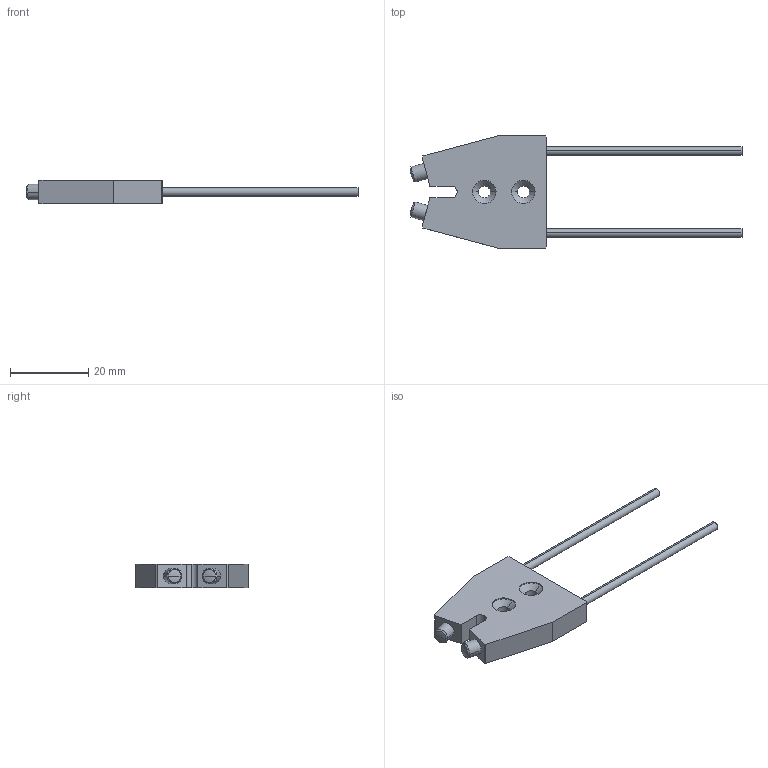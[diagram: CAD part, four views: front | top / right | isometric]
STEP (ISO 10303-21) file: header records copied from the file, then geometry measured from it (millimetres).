
FILE_DESCRIPTION (( 'STEP AP214' ), '1' );
FILE_NAME ('GPF-D052.STEP', '2017-11-17T01:07:28', ( 'TWLEE' ), ( '' ), 'SwSTEP 2.0', 'SolidWorks 2015', '' );
FILE_SCHEMA (( 'AUTOMOTIVE_DESIGN' ));
Length unit declared in the file: millimetre
Products named in the file (4): GPF-D052; GPF-D052_HEAD; GPF-D052_LENS; GPF-D052_FIBER
Assembly tree (5 placements, depth 2):
  GPF-D052
    GPF-D052_HEAD
    GPF-D052_FIBER  x2
    GPF-D052_LENS  x2
Bounding box: 85.04 x 28.71 x 6 mm (x, y, z)
Volume: 5003.5 mm3; surface area: 3229.2 mm2
Topology: 5 solids, 5 shells, 51 faces, 113 edges, 68 vertices
Faces by surface type: plane 21, cylinder 18, cone 8, bspline 4
Entity records: 1339 total; most frequent: CARTESIAN_POINT 232, DIRECTION 211, ORIENTED_EDGE 182, EDGE_CURVE 91, AXIS2_PLACEMENT_3D 76, LINE 59, VECTOR 59, VERTEX_POINT 57
